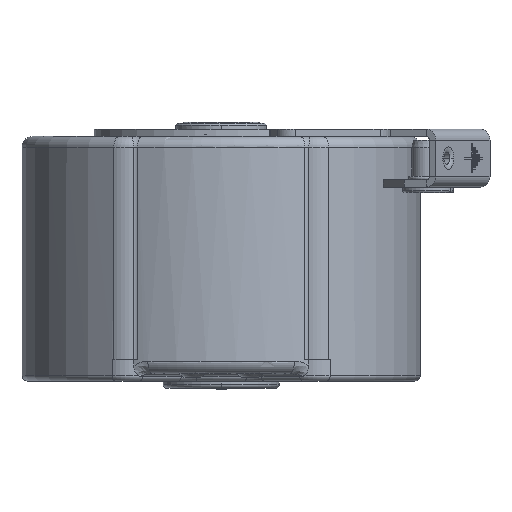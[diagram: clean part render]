
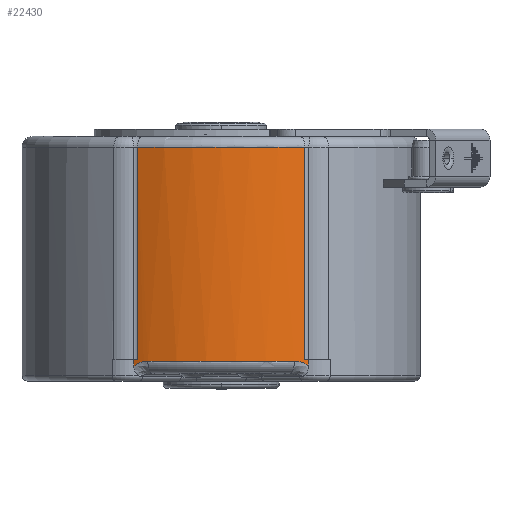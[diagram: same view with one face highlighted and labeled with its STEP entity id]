
A CAD part, front view. The second image highlights one B-rep face of the part: STEP entity #22430.
In plain terms, the highlighted cylindrical face has radius 53 mm (diameter 106 mm), a partial arc.
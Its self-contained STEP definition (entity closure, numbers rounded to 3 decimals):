
#1678=CARTESIAN_POINT('',(0.,0.,1.));
#1679=DIRECTION('',(0.,0.,1.));
#1680=DIRECTION('',(-0.455,-0.891,0.));
#1681=AXIS2_PLACEMENT_3D('',#1678,#1679,#1680);
#1698=DIRECTION('',(0.,0.,-1.));
#1699=VECTOR('',#1698,1.909);
#1700=CARTESIAN_POINT('',(24.096,-47.206,1.));
#1701=LINE('',#1700,#1699);
#1702=CARTESIAN_POINT('',(24.096,-47.206,
-0.909));
#1703=CARTESIAN_POINT('',(24.03,-47.239,
-0.847));
#1704=CARTESIAN_POINT('',(23.893,-47.309,
-0.727));
#1705=CARTESIAN_POINT('',(23.67,-47.421,
-0.553));
#1706=CARTESIAN_POINT('',(23.43,-47.54,
-0.389));
#1707=CARTESIAN_POINT('',(23.175,-47.665,
-0.234));
#1708=CARTESIAN_POINT('',(22.903,-47.797,
-0.091));
#1709=CARTESIAN_POINT('',(22.614,-47.934,
0.04));
#1710=CARTESIAN_POINT('',(22.31,-48.076,
0.157));
#1711=CARTESIAN_POINT('',(21.99,-48.223,
0.259));
#1712=CARTESIAN_POINT('',(21.656,-48.374,
0.344));
#1713=CARTESIAN_POINT('',(21.309,-48.528,
0.413));
#1714=CARTESIAN_POINT('',(20.949,-48.685,
0.463));
#1715=CARTESIAN_POINT('',(20.579,-48.842,
0.493));
#1716=CARTESIAN_POINT('',(20.327,-48.947,
0.5));
#1717=CARTESIAN_POINT('',(20.2,-49.,
0.5));
#1719=CARTESIAN_POINT('',(0.,0.,0.5));
#1720=DIRECTION('',(0.,0.,-1.));
#1721=DIRECTION('',(0.381,-0.925,0.));
#1722=AXIS2_PLACEMENT_3D('',#1719,#1720,#1721);
#1724=CARTESIAN_POINT('',(-20.2,-49.,
0.5));
#1725=CARTESIAN_POINT('',(-20.328,-48.947,
0.5));
#1726=CARTESIAN_POINT('',(-20.579,-48.842,
0.493));
#1727=CARTESIAN_POINT('',(-20.95,-48.684,
0.463));
#1728=CARTESIAN_POINT('',(-21.309,-48.528,
0.413));
#1729=CARTESIAN_POINT('',(-21.657,-48.374,
0.344));
#1730=CARTESIAN_POINT('',(-21.991,-48.223,
0.258));
#1731=CARTESIAN_POINT('',(-22.31,-48.076,
0.156));
#1732=CARTESIAN_POINT('',(-22.614,-47.934,
0.04));
#1733=CARTESIAN_POINT('',(-22.902,-47.797,
-0.091));
#1734=CARTESIAN_POINT('',(-23.174,-47.665,
-0.234));
#1735=CARTESIAN_POINT('',(-23.43,-47.54,
-0.388));
#1736=CARTESIAN_POINT('',(-23.67,-47.421,
-0.553));
#1737=CARTESIAN_POINT('',(-23.893,-47.309,
-0.727));
#1738=CARTESIAN_POINT('',(-24.03,-47.239,
-0.848));
#1739=CARTESIAN_POINT('',(-24.096,-47.206,
-0.909));
#1741=DIRECTION('',(0.,0.,1.));
#1742=VECTOR('',#1741,1.909);
#1743=CARTESIAN_POINT('',(-24.096,-47.206,
-0.909));
#1744=LINE('',#1743,#1742);
#1745=CARTESIAN_POINT('',(0.,0.,59.5));
#1746=DIRECTION('',(0.,0.,-1.));
#1747=DIRECTION('',(0.435,-0.9,0.));
#1748=AXIS2_PLACEMENT_3D('',#1745,#1746,#1747);
#1755=DIRECTION('',(0.,0.,1.));
#1756=VECTOR('',#1755,58.5);
#1757=CARTESIAN_POINT('',(23.08,-47.711,1.));
#1758=LINE('',#1757,#1756);
#1768=CARTESIAN_POINT('',(0.,0.,1.));
#1769=DIRECTION('',(0.,0.,1.));
#1770=DIRECTION('',(0.435,-0.9,0.));
#1771=AXIS2_PLACEMENT_3D('',#1768,#1769,#1770);
#4088=DIRECTION('',(0.,0.,-1.));
#4089=VECTOR('',#4088,58.5);
#4090=CARTESIAN_POINT('',(-23.08,-47.711,59.5));
#4091=LINE('',#4090,#4089);
#17700=CARTESIAN_POINT('',(23.08,-47.711,59.5));
#17701=CARTESIAN_POINT('',(-23.08,-47.711,59.5));
#17702=VERTEX_POINT('',#17700);
#17703=VERTEX_POINT('',#17701);
#18792=VERTEX_POINT('',#1724);
#18793=VERTEX_POINT('',#1739);
#18795=CARTESIAN_POINT('',(20.2,-49.,0.5));
#18796=VERTEX_POINT('',#18795);
#18800=VERTEX_POINT('',#1702);
#19058=CARTESIAN_POINT('',(-24.096,-47.206,1.));
#19059=CARTESIAN_POINT('',(-23.08,-47.711,1.));
#19060=VERTEX_POINT('',#19058);
#19061=VERTEX_POINT('',#19059);
#19062=CARTESIAN_POINT('',(23.08,-47.711,1.));
#19063=CARTESIAN_POINT('',(24.096,-47.206,1.));
#19064=VERTEX_POINT('',#19062);
#19065=VERTEX_POINT('',#19063);
#22406=CARTESIAN_POINT('',(0.,0.,1.));
#22407=DIRECTION('',(0.,0.,1.));
#22408=DIRECTION('',(1.,0.,0.));
#22409=AXIS2_PLACEMENT_3D('',#22406,#22407,#22408);
#22410=CYLINDRICAL_SURFACE('',#22409,53.);
#22412=ORIENTED_EDGE('',*,*,#22411,.F.);
#22414=ORIENTED_EDGE('',*,*,#22413,.T.);
#22416=ORIENTED_EDGE('',*,*,#22415,.T.);
#22418=ORIENTED_EDGE('',*,*,#22417,.T.);
#22420=ORIENTED_EDGE('',*,*,#22419,.T.);
#22421=ORIENTED_EDGE('',*,*,#22336,.T.);
#22422=ORIENTED_EDGE('',*,*,#22380,.T.);
#22423=ORIENTED_EDGE('',*,*,#22394,.T.);
#22425=ORIENTED_EDGE('',*,*,#22424,.F.);
#22427=ORIENTED_EDGE('',*,*,#22426,.F.);
#22428=EDGE_LOOP('',(#22412,#22414,#22416,#22418,#22420,#22421,#22422,#22423,
#22425,#22427));
#22429=FACE_OUTER_BOUND('',#22428,.F.);
#1682=CIRCLE('',#1681,53.);
#1718=B_SPLINE_CURVE_WITH_KNOTS('',3,(#1702,#1703,#1704,#1705,#1706,#1707,#1708,
#1709,#1710,#1711,#1712,#1713,#1714,#1715,#1716,#1717),.UNSPECIFIED.,.F.,.F.,(4,
1,1,1,1,1,1,1,1,1,1,1,1,4),(0.,0.077,0.154,
0.231,0.308,0.385,0.462,
0.538,0.615,0.692,0.769,
0.846,0.923,1.),.UNSPECIFIED.);
#1723=CIRCLE('',#1722,53.);
#1740=B_SPLINE_CURVE_WITH_KNOTS('',3,(#1724,#1725,#1726,#1727,#1728,#1729,#1730,
#1731,#1732,#1733,#1734,#1735,#1736,#1737,#1738,#1739),.UNSPECIFIED.,.F.,.F.,(4,
1,1,1,1,1,1,1,1,1,1,1,1,4),(0.,0.077,0.154,
0.231,0.308,0.385,0.462,
0.538,0.615,0.692,0.769,
0.846,0.923,1.),.UNSPECIFIED.);
#1749=CIRCLE('',#1748,53.);
#1772=CIRCLE('',#1771,53.);
#22336=EDGE_CURVE('',#18792,#18793,#1740,.T.);
#22380=EDGE_CURVE('',#18793,#19060,#1744,.T.);
#22394=EDGE_CURVE('',#19060,#19061,#1682,.T.);
#22411=EDGE_CURVE('',#19064,#17702,#1758,.T.);
#22413=EDGE_CURVE('',#19064,#19065,#1772,.T.);
#22415=EDGE_CURVE('',#19065,#18800,#1701,.T.);
#22417=EDGE_CURVE('',#18800,#18796,#1718,.T.);
#22419=EDGE_CURVE('',#18796,#18792,#1723,.T.);
#22424=EDGE_CURVE('',#17703,#19061,#4091,.T.);
#22426=EDGE_CURVE('',#17702,#17703,#1749,.T.);
#22430=ADVANCED_FACE('',(#22429),#22410,.T.);
